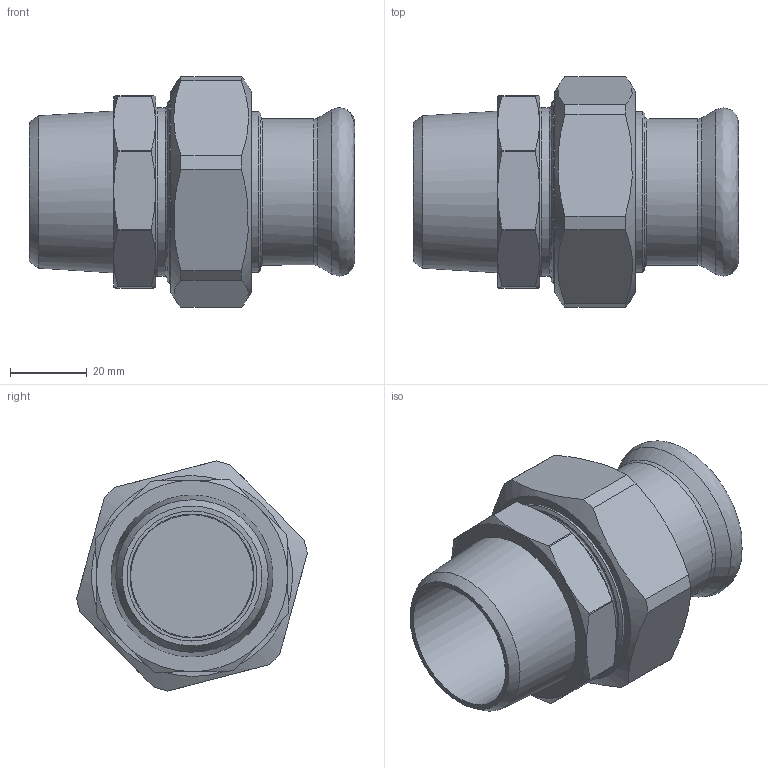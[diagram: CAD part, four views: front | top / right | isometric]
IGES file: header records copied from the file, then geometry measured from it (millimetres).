
Global section: file name: S64SG; native system: Autodesk Inventor 2016; preprocessor: unknown; author: aporro; date: 20180212.090228; units: millimetre
Bounding box: 85 x 60.32 x 60.17 mm (x, y, z)
Volume: 61653.1 mm3; surface area: 37134.4 mm2
Topology: 4 solids, 4 shells, 95 faces, 256 edges, 176 vertices
Faces by surface type: bspline 95
